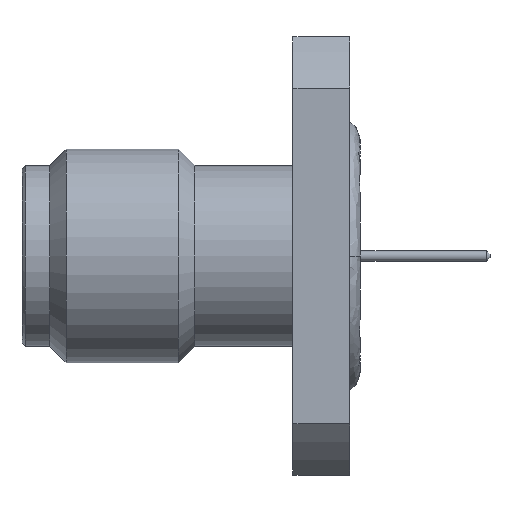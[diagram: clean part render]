
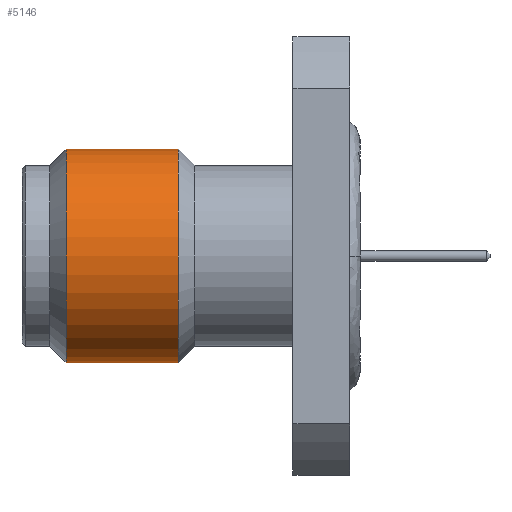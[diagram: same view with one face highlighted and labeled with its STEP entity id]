
A CAD part, front view. The second image highlights one B-rep face of the part: STEP entity #5146.
In plain terms, the highlighted cylindrical face has radius 3.1 mm (diameter 6.2 mm), a partial arc.
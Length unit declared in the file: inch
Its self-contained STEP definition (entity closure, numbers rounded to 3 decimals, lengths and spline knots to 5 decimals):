
#230 = DIRECTION ( 'NONE',  ( 1., 0., 0. ) ) ;
#263 = CARTESIAN_POINT ( 'NONE',  ( 0.0502, 0., -0.12205 ) ) ;
#278 = CARTESIAN_POINT ( 'NONE',  ( 0.17815, 0., 0.12205 ) ) ;
#654 = AXIS2_PLACEMENT_3D ( 'NONE', #3785, #3479, #5576 ) ;
#726 = ORIENTED_EDGE ( 'NONE', *, *, #4305, .T. ) ;
#1228 = CARTESIAN_POINT ( 'NONE',  ( 0.32451, 0., 0.12205 ) ) ;
#1262 = VERTEX_POINT ( 'NONE', #4407 ) ;
#1362 = EDGE_CURVE ( 'NONE', #4020, #3742, #1871, .T. ) ;
#1560 = CIRCLE ( 'NONE', #654, 0.12205 ) ;
#1705 = CARTESIAN_POINT ( 'NONE',  ( 0.32451, 0., -0.12205 ) ) ;
#1871 = CIRCLE ( 'NONE', #5574, 0.12205 ) ;
#1968 = ORIENTED_EDGE ( 'NONE', *, *, #3898, .F. ) ;
#2007 = VECTOR ( 'NONE', #3356, 39.37008 ) ;
#2081 = DIRECTION ( 'NONE',  ( 0., 0., 1. ) ) ;
#2137 = CARTESIAN_POINT ( 'NONE',  ( 0.32451, 0., 0. ) ) ;
#2284 = DIRECTION ( 'NONE',  ( 0., 0., 1. ) ) ;
#2388 = CARTESIAN_POINT ( 'NONE',  ( 0.0502, 0., 0. ) ) ;
#3356 = DIRECTION ( 'NONE',  ( -1., 0., 0. ) ) ;
#3389 = CYLINDRICAL_SURFACE ( 'NONE', #5524, 0.12205 ) ;
#3406 = ORIENTED_EDGE ( 'NONE', *, *, #5558, .F. ) ;
#3434 = DIRECTION ( 'NONE',  ( -1., 0., 0. ) ) ;
#3440 = DIRECTION ( 'NONE',  ( -1., 0., 0. ) ) ;
#3479 = DIRECTION ( 'NONE',  ( 1., 0., 0. ) ) ;
#3742 = VERTEX_POINT ( 'NONE', #263 ) ;
#3785 = CARTESIAN_POINT ( 'NONE',  ( 0.17815, 0., 0. ) ) ;
#3898 = EDGE_CURVE ( 'NONE', #5446, #1262, #1560, .T. ) ;
#4020 = VERTEX_POINT ( 'NONE', #4439 ) ;
#4083 = ORIENTED_EDGE ( 'NONE', *, *, #1362, .T. ) ;
#4257 = FACE_OUTER_BOUND ( 'NONE', #4590, .T. ) ;
#4305 = EDGE_CURVE ( 'NONE', #5446, #4020, #4674, .T. ) ;
#4407 = CARTESIAN_POINT ( 'NONE',  ( 0.17815, 0., -0.12205 ) ) ;
#4439 = CARTESIAN_POINT ( 'NONE',  ( 0.0502, 0., 0.12205 ) ) ;
#4590 = EDGE_LOOP ( 'NONE', ( #3406, #1968, #726, #4083 ) ) ;
#4674 = LINE ( 'NONE', #1228, #2007 ) ;
#5146 = ADVANCED_FACE ( 'NONE', ( #4257 ), #3389, .T. ) ;
#5446 = VERTEX_POINT ( 'NONE', #278 ) ;
#5524 = AXIS2_PLACEMENT_3D ( 'NONE', #2137, #3440, #2081 ) ;
#5558 = EDGE_CURVE ( 'NONE', #1262, #3742, #5560, .T. ) ;
#5560 = LINE ( 'NONE', #1705, #5589 ) ;
#5574 = AXIS2_PLACEMENT_3D ( 'NONE', #2388, #230, #2284 ) ;
#5576 = DIRECTION ( 'NONE',  ( 0., 1., 0. ) ) ;
#5589 = VECTOR ( 'NONE', #3434, 39.37008 ) ;
